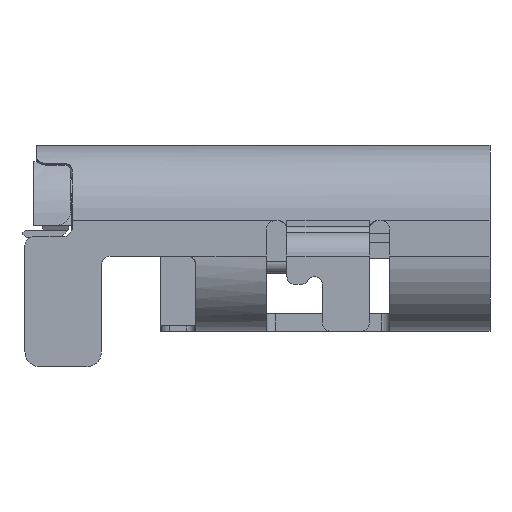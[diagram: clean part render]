
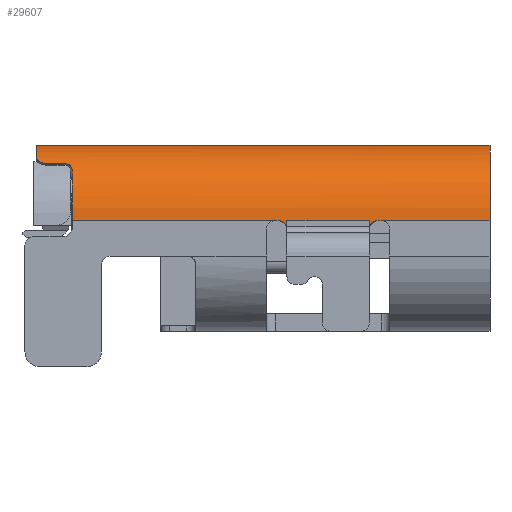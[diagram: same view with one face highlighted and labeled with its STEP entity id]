
A CAD part, front view. The second image highlights one B-rep face of the part: STEP entity #29607.
In plain terms, the highlighted cylindrical face has radius 1.28 mm (diameter 2.56 mm), a partial arc.
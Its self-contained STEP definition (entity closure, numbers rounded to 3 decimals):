
#6808=CARTESIAN_POINT('',(4.481,-2.428,17.6));
#6809=DIRECTION('',(-1.,0.,0.));
#6810=DIRECTION('',(0.,-1.,0.));
#6811=AXIS2_PLACEMENT_3D('',#6808,#6809,#6810);
#7133=DIRECTION('',(-1.,0.,0.));
#7134=VECTOR('',#7133,0.05);
#7135=CARTESIAN_POINT('',(2.631,-3.708,17.6));
#7136=LINE('',#7135,#7134);
#7137=CARTESIAN_POINT('',(2.581,-3.708,17.6));
#7138=CARTESIAN_POINT('',(2.565,-3.708,17.6));
#7139=CARTESIAN_POINT('',(2.534,-3.708,17.595));
#7140=CARTESIAN_POINT('',(2.491,-3.708,17.573));
#7141=CARTESIAN_POINT('',(2.458,-3.706,17.54));
#7142=CARTESIAN_POINT('',(2.436,-3.704,17.497));
#7143=CARTESIAN_POINT('',(2.431,-3.701,17.466));
#7144=CARTESIAN_POINT('',(2.431,-3.699,17.45));
#7146=DIRECTION('',(-1.,0.,0.));
#7147=VECTOR('',#7146,1.4);
#7148=CARTESIAN_POINT('',(2.431,-3.708,17.6));
#7149=LINE('',#7148,#7147);
#7150=CARTESIAN_POINT('',(1.031,-3.699,17.45));
#7151=CARTESIAN_POINT('',(1.031,-3.701,17.466));
#7152=CARTESIAN_POINT('',(1.026,-3.704,17.497));
#7153=CARTESIAN_POINT('',(1.005,-3.706,17.54));
#7154=CARTESIAN_POINT('',(0.971,-3.708,
17.573));
#7155=CARTESIAN_POINT('',(0.928,-3.708,
17.595));
#7156=CARTESIAN_POINT('',(0.897,-3.708,
17.6));
#7157=CARTESIAN_POINT('',(0.881,-3.708,17.6));
#7159=DIRECTION('',(-1.,0.,0.));
#7160=VECTOR('',#7159,0.05);
#7161=CARTESIAN_POINT('',(0.881,-3.708,17.6));
#7162=LINE('',#7161,#7160);
#7163=DIRECTION('',(-1.,0.,0.));
#7164=VECTOR('',#7163,3.449);
#7165=CARTESIAN_POINT('',(0.831,-3.708,17.6));
#7166=LINE('',#7165,#7164);
#7167=CARTESIAN_POINT('',(-2.619,-3.366,
18.471));
#7168=CARTESIAN_POINT('',(-2.619,-3.355,
18.483));
#7169=CARTESIAN_POINT('',(-2.624,-3.333,
18.505));
#7170=CARTESIAN_POINT('',(-2.646,-3.302,
18.536));
#7171=CARTESIAN_POINT('',(-2.68,-3.277,
18.558));
#7172=CARTESIAN_POINT('',(-2.724,-3.26,
18.573));
#7173=CARTESIAN_POINT('',(-2.754,-3.256,
18.576));
#7174=CARTESIAN_POINT('',(-2.769,-3.256,
18.576));
#7176=DIRECTION('',(-1.,0.,0.));
#7177=VECTOR('',#7176,0.3);
#7178=CARTESIAN_POINT('',(-2.769,-3.256,
18.576));
#7179=LINE('',#7178,#7177);
#7180=CARTESIAN_POINT('',(-3.069,-3.256,
18.576));
#7181=CARTESIAN_POINT('',(-3.084,-3.256,
18.576));
#7182=CARTESIAN_POINT('',(-3.113,-3.253,
18.579));
#7183=CARTESIAN_POINT('',(-3.158,-3.236,
18.593));
#7184=CARTESIAN_POINT('',(-3.192,-3.209,
18.615));
#7185=CARTESIAN_POINT('',(-3.213,-3.176,
18.639));
#7186=CARTESIAN_POINT('',(-3.219,-3.147,
18.659));
#7187=CARTESIAN_POINT('',(-3.219,-3.131,
18.669));
#7189=DIRECTION('',(1.,0.,0.));
#7190=VECTOR('',#7189,7.7);
#7191=CARTESIAN_POINT('',(-3.219,-2.428,
18.88));
#7192=LINE('',#7191,#7190);
#7193=DIRECTION('',(-1.,0.,0.));
#7194=VECTOR('',#7193,1.85);
#7195=CARTESIAN_POINT('',(4.481,-3.708,17.6));
#7196=LINE('',#7195,#7194);
#7259=CARTESIAN_POINT('',(2.431,-2.428,17.6));
#7260=DIRECTION('',(1.,0.,0.));
#7261=DIRECTION('',(0.,-1.,0.));
#7262=AXIS2_PLACEMENT_3D('',#7259,#7260,#7261);
#7404=CARTESIAN_POINT('',(1.031,-2.428,17.6));
#7405=DIRECTION('',(-1.,0.,0.));
#7406=DIRECTION('',(0.,-0.993,-0.117));
#7407=AXIS2_PLACEMENT_3D('',#7404,#7405,#7406);
#8313=CARTESIAN_POINT('',(-3.219,-2.428,
17.6));
#8314=DIRECTION('',(1.,0.,0.));
#8315=DIRECTION('',(0.,0.,1.));
#8316=AXIS2_PLACEMENT_3D('',#8313,#8314,#8315);
#8407=CARTESIAN_POINT('',(-2.619,-2.428,
17.6));
#8408=DIRECTION('',(1.,0.,0.));
#8409=DIRECTION('',(0.,-0.733,0.68));
#8410=AXIS2_PLACEMENT_3D('',#8407,#8408,#8409);
#9225=CARTESIAN_POINT('',(-2.618,-2.428,
17.6));
#9226=DIRECTION('',(1.,0.,0.));
#9227=DIRECTION('',(0.,-0.881,0.473));
#9228=AXIS2_PLACEMENT_3D('',#9225,#9226,#9227);
#15504=CARTESIAN_POINT('',(0.831,-3.708,17.6));
#15505=VERTEX_POINT('',#15504);
#15507=CARTESIAN_POINT('',(0.881,-3.708,17.6));
#15509=VERTEX_POINT('',#15507);
#15510=VERTEX_POINT('',#7150);
#15514=CARTESIAN_POINT('',(2.631,-3.708,
17.6));
#15515=CARTESIAN_POINT('',(2.581,-3.708,
17.6));
#15516=VERTEX_POINT('',#15514);
#15517=VERTEX_POINT('',#15515);
#15518=VERTEX_POINT('',#7144);
#15519=CARTESIAN_POINT('',(2.431,-3.708,
17.6));
#15520=VERTEX_POINT('',#15519);
#15521=CARTESIAN_POINT('',(1.031,-3.708,
17.6));
#15522=VERTEX_POINT('',#15521);
#15523=CARTESIAN_POINT('',(-2.618,-3.708,
17.6));
#15524=VERTEX_POINT('',#15523);
#15525=CARTESIAN_POINT('',(-2.618,-3.556,
18.205));
#15526=VERTEX_POINT('',#15525);
#15527=CARTESIAN_POINT('',(-2.619,-3.366,
18.471));
#15528=VERTEX_POINT('',#15527);
#15529=VERTEX_POINT('',#7174);
#15530=CARTESIAN_POINT('',(-3.069,-3.256,
18.576));
#15531=VERTEX_POINT('',#15530);
#15532=VERTEX_POINT('',#7187);
#15533=CARTESIAN_POINT('',(-3.219,-2.428,
18.88));
#15534=VERTEX_POINT('',#15533);
#15535=CARTESIAN_POINT('',(4.481,-2.428,
18.88));
#15536=VERTEX_POINT('',#15535);
#15537=CARTESIAN_POINT('',(4.481,-3.708,
17.6));
#15538=VERTEX_POINT('',#15537);
#29568=CARTESIAN_POINT('',(-3.373,-2.428,
17.6));
#29569=DIRECTION('',(1.,0.,0.));
#29570=DIRECTION('',(0.,1.,0.));
#29571=AXIS2_PLACEMENT_3D('',#29568,#29569,#29570);
#29572=CYLINDRICAL_SURFACE('',#29571,1.28);
#29574=ORIENTED_EDGE('',*,*,#29573,.T.);
#29576=ORIENTED_EDGE('',*,*,#29575,.T.);
#29578=ORIENTED_EDGE('',*,*,#29577,.F.);
#29580=ORIENTED_EDGE('',*,*,#29579,.T.);
#29582=ORIENTED_EDGE('',*,*,#29581,.F.);
#29584=ORIENTED_EDGE('',*,*,#29583,.T.);
#29586=ORIENTED_EDGE('',*,*,#29585,.T.);
#29588=ORIENTED_EDGE('',*,*,#29587,.T.);
#29590=ORIENTED_EDGE('',*,*,#29589,.F.);
#29592=ORIENTED_EDGE('',*,*,#29591,.F.);
#29594=ORIENTED_EDGE('',*,*,#29593,.T.);
#29596=ORIENTED_EDGE('',*,*,#29595,.T.);
#29598=ORIENTED_EDGE('',*,*,#29597,.T.);
#29600=ORIENTED_EDGE('',*,*,#29599,.F.);
#29601=ORIENTED_EDGE('',*,*,#29405,.T.);
#29602=ORIENTED_EDGE('',*,*,#29394,.F.);
#29604=ORIENTED_EDGE('',*,*,#29603,.T.);
#29605=EDGE_LOOP('',(#29574,#29576,#29578,#29580,#29582,#29584,#29586,#29588,
#29590,#29592,#29594,#29596,#29598,#29600,#29601,#29602,#29604));
#29606=FACE_OUTER_BOUND('',#29605,.F.);
#6812=CIRCLE('',#6811,1.28);
#7145=B_SPLINE_CURVE_WITH_KNOTS('',3,(#7137,#7138,#7139,#7140,#7141,#7142,#7143,
#7144),.UNSPECIFIED.,.F.,.F.,(4,1,1,1,1,4),(0.,0.2,0.4,0.6,0.8,1.),
.UNSPECIFIED.);
#7158=B_SPLINE_CURVE_WITH_KNOTS('',3,(#7150,#7151,#7152,#7153,#7154,#7155,#7156,
#7157),.UNSPECIFIED.,.F.,.F.,(4,1,1,1,1,4),(0.,0.2,0.4,0.6,0.8,1.),
.UNSPECIFIED.);
#7175=B_SPLINE_CURVE_WITH_KNOTS('',3,(#7167,#7168,#7169,#7170,#7171,#7172,#7173,
#7174),.UNSPECIFIED.,.F.,.F.,(4,1,1,1,1,4),(0.,0.2,0.4,0.6,0.8,1.),
.UNSPECIFIED.);
#7188=B_SPLINE_CURVE_WITH_KNOTS('',3,(#7180,#7181,#7182,#7183,#7184,#7185,#7186,
#7187),.UNSPECIFIED.,.F.,.F.,(4,1,1,1,1,4),(0.,0.2,0.4,0.6,0.8,1.),
.UNSPECIFIED.);
#7263=CIRCLE('',#7262,1.28);
#7408=CIRCLE('',#7407,1.28);
#8317=CIRCLE('',#8316,1.28);
#8411=CIRCLE('',#8410,1.28);
#9229=CIRCLE('',#9228,1.28);
#29394=EDGE_CURVE('',#15538,#15536,#6812,.T.);
#29405=EDGE_CURVE('',#15534,#15536,#7192,.T.);
#29573=EDGE_CURVE('',#15516,#15517,#7136,.T.);
#29575=EDGE_CURVE('',#15517,#15518,#7145,.T.);
#29577=EDGE_CURVE('',#15520,#15518,#7263,.T.);
#29579=EDGE_CURVE('',#15520,#15522,#7149,.T.);
#29581=EDGE_CURVE('',#15510,#15522,#7408,.T.);
#29583=EDGE_CURVE('',#15510,#15509,#7158,.T.);
#29585=EDGE_CURVE('',#15509,#15505,#7162,.T.);
#29587=EDGE_CURVE('',#15505,#15524,#7166,.T.);
#29589=EDGE_CURVE('',#15526,#15524,#9229,.T.);
#29591=EDGE_CURVE('',#15528,#15526,#8411,.T.);
#29593=EDGE_CURVE('',#15528,#15529,#7175,.T.);
#29595=EDGE_CURVE('',#15529,#15531,#7179,.T.);
#29597=EDGE_CURVE('',#15531,#15532,#7188,.T.);
#29599=EDGE_CURVE('',#15534,#15532,#8317,.T.);
#29603=EDGE_CURVE('',#15538,#15516,#7196,.T.);
#29607=ADVANCED_FACE('',(#29606),#29572,.T.);
